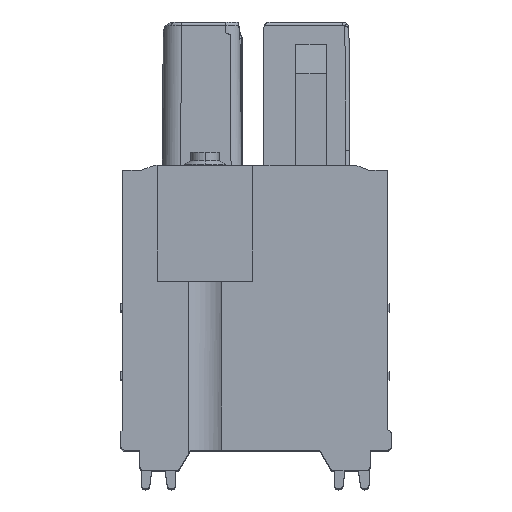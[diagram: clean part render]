
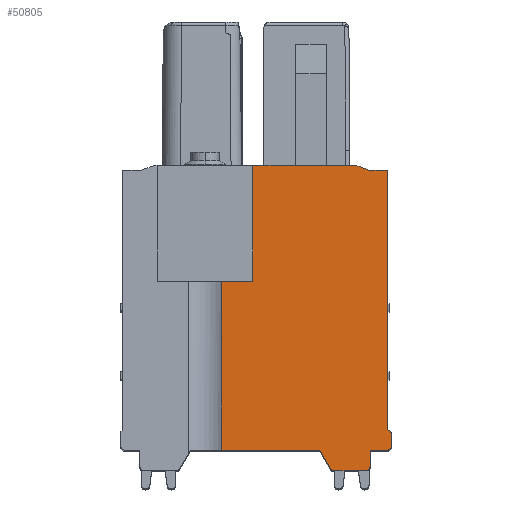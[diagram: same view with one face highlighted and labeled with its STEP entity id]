
A CAD part, top view. The second image highlights one B-rep face of the part: STEP entity #50805.
In plain terms, the highlighted planar face has unit normal (0, 0, 1).
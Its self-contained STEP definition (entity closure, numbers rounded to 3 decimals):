
#14792=DIRECTION('',(0.,-1.,0.));
#14793=VECTOR('',#14792,5.7);
#14794=CARTESIAN_POINT('',(6.4,14.,19.65));
#14795=LINE('',#14794,#14793);
#14804=DIRECTION('',(1.,0.,0.));
#14805=VECTOR('',#14804,1.521);
#14806=CARTESIAN_POINT('',(4.879,8.3,19.65));
#14807=LINE('',#14806,#14805);
#14808=DIRECTION('',(1.,0.,0.));
#14809=VECTOR('',#14808,5.06);
#14810=CARTESIAN_POINT('',(6.4,14.,19.65));
#14811=LINE('',#14810,#14809);
#14812=DIRECTION('',(0.94,-0.342,0.));
#14813=VECTOR('',#14812,0.731);
#14814=CARTESIAN_POINT('',(11.46,14.,19.65));
#14815=LINE('',#14814,#14813);
#14816=DIRECTION('',(1.,0.,0.));
#14817=VECTOR('',#14816,0.873);
#14818=CARTESIAN_POINT('',(12.147,13.75,19.65));
#14819=LINE('',#14818,#14817);
#14820=DIRECTION('',(0.,-1.,0.));
#14821=VECTOR('',#14820,12.749);
#14822=CARTESIAN_POINT('',(13.02,13.75,19.65));
#14823=LINE('',#14822,#14821);
#14824=DIRECTION('',(0.966,-0.259,0.));
#14825=VECTOR('',#14824,0.043);
#14826=CARTESIAN_POINT('',(13.02,1.001,19.65));
#14827=LINE('',#14826,#14825);
#14828=CARTESIAN_POINT('',(13.01,0.797,19.65));
#14829=DIRECTION('',(0.,0.,-1.));
#14830=DIRECTION('',(0.259,0.966,0.));
#14831=AXIS2_PLACEMENT_3D('',#14828,#14829,#14830);
#14833=DIRECTION('',(0.,-1.,0.));
#14834=VECTOR('',#14833,0.597);
#14835=CARTESIAN_POINT('',(13.21,0.797,19.65));
#14836=LINE('',#14835,#14834);
#14837=CARTESIAN_POINT('',(13.01,0.2,19.65));
#14838=DIRECTION('',(0.,0.,-1.));
#14839=DIRECTION('',(1.,0.,0.));
#14840=AXIS2_PLACEMENT_3D('',#14837,#14838,#14839);
#14842=DIRECTION('',(-1.,0.,0.));
#14843=VECTOR('',#14842,0.84);
#14844=CARTESIAN_POINT('',(13.01,0.,19.65));
#14845=LINE('',#14844,#14843);
#14846=DIRECTION('',(0.,-1.,0.));
#14847=VECTOR('',#14846,0.8);
#14848=CARTESIAN_POINT('',(12.17,0.,19.65));
#14849=LINE('',#14848,#14847);
#14850=CARTESIAN_POINT('',(11.97,-0.8,19.65));
#14851=DIRECTION('',(0.,0.,-1.));
#14852=DIRECTION('',(1.,0.,0.));
#14853=AXIS2_PLACEMENT_3D('',#14850,#14851,#14852);
#14855=DIRECTION('',(-1.,0.,0.));
#14856=VECTOR('',#14855,1.585);
#14857=CARTESIAN_POINT('',(11.97,-1.,19.65));
#14858=LINE('',#14857,#14856);
#14859=CARTESIAN_POINT('',(10.385,-0.8,19.65));
#14860=DIRECTION('',(0.,0.,-1.));
#14861=DIRECTION('',(0.,-1.,0.));
#14862=AXIS2_PLACEMENT_3D('',#14859,#14860,#14861);
#14864=DIRECTION('',(-0.5,0.866,0.));
#14865=VECTOR('',#14864,1.039);
#14866=CARTESIAN_POINT('',(10.212,-0.9,19.65));
#14867=LINE('',#14866,#14865);
#14868=DIRECTION('',(-1.,0.,0.));
#14869=VECTOR('',#14868,4.813);
#14870=CARTESIAN_POINT('',(9.693,0.,19.65));
#14871=LINE('',#14870,#14869);
#14876=DIRECTION('',(0.,-1.,0.));
#14877=VECTOR('',#14876,8.3);
#14878=CARTESIAN_POINT('',(4.879,8.3,19.65));
#14879=LINE('',#14878,#14877);
#26934=CARTESIAN_POINT('',(6.4,14.,19.65));
#26935=CARTESIAN_POINT('',(11.46,14.,19.65));
#26936=VERTEX_POINT('',#26934);
#26937=VERTEX_POINT('',#26935);
#27077=CARTESIAN_POINT('',(4.879,8.3,19.65));
#27078=VERTEX_POINT('',#27077);
#27079=CARTESIAN_POINT('',(4.879,0.,19.65));
#27080=VERTEX_POINT('',#27079);
#27091=CARTESIAN_POINT('',(6.4,8.3,19.65));
#27092=VERTEX_POINT('',#27091);
#27093=CARTESIAN_POINT('',(12.147,13.75,19.65));
#27094=VERTEX_POINT('',#27093);
#27095=CARTESIAN_POINT('',(13.02,13.75,19.65));
#27096=VERTEX_POINT('',#27095);
#27097=CARTESIAN_POINT('',(13.02,1.001,19.65));
#27098=VERTEX_POINT('',#27097);
#27099=CARTESIAN_POINT('',(13.062,0.99,19.65));
#27100=VERTEX_POINT('',#27099);
#27101=CARTESIAN_POINT('',(13.21,0.797,19.65));
#27102=VERTEX_POINT('',#27101);
#27103=CARTESIAN_POINT('',(13.21,0.2,19.65));
#27104=VERTEX_POINT('',#27103);
#27105=CARTESIAN_POINT('',(13.01,0.,19.65));
#27106=VERTEX_POINT('',#27105);
#27107=CARTESIAN_POINT('',(12.17,0.,19.65));
#27108=VERTEX_POINT('',#27107);
#27109=CARTESIAN_POINT('',(12.17,-0.8,19.65));
#27110=VERTEX_POINT('',#27109);
#27111=CARTESIAN_POINT('',(11.97,-1.,19.65));
#27112=VERTEX_POINT('',#27111);
#27113=CARTESIAN_POINT('',(10.385,-1.,19.65));
#27114=VERTEX_POINT('',#27113);
#27115=CARTESIAN_POINT('',(10.212,-0.9,19.65));
#27116=VERTEX_POINT('',#27115);
#27117=CARTESIAN_POINT('',(9.693,0.,19.65));
#27118=VERTEX_POINT('',#27117);
#50773=CARTESIAN_POINT('',(9.045,6.5,19.65));
#50774=DIRECTION('',(0.,0.,1.));
#50775=DIRECTION('',(1.,0.,0.));
#50776=AXIS2_PLACEMENT_3D('',#50773,#50774,#50775);
#50777=PLANE('',#50776);
#50779=ORIENTED_EDGE('',*,*,#50778,.F.);
#50781=ORIENTED_EDGE('',*,*,#50780,.T.);
#50782=ORIENTED_EDGE('',*,*,#50764,.F.);
#50783=ORIENTED_EDGE('',*,*,#31907,.T.);
#50784=ORIENTED_EDGE('',*,*,#41550,.T.);
#50785=ORIENTED_EDGE('',*,*,#41577,.T.);
#50786=ORIENTED_EDGE('',*,*,#41733,.T.);
#50787=ORIENTED_EDGE('',*,*,#43219,.T.);
#50788=ORIENTED_EDGE('',*,*,#43234,.T.);
#50789=ORIENTED_EDGE('',*,*,#43249,.T.);
#50790=ORIENTED_EDGE('',*,*,#43264,.T.);
#50791=ORIENTED_EDGE('',*,*,#43283,.T.);
#50793=ORIENTED_EDGE('',*,*,#50792,.T.);
#50795=ORIENTED_EDGE('',*,*,#50794,.T.);
#50797=ORIENTED_EDGE('',*,*,#50796,.T.);
#50799=ORIENTED_EDGE('',*,*,#50798,.T.);
#50801=ORIENTED_EDGE('',*,*,#50800,.T.);
#50802=ORIENTED_EDGE('',*,*,#43495,.T.);
#50803=EDGE_LOOP('',(#50779,#50781,#50782,#50783,#50784,#50785,#50786,#50787,
#50788,#50789,#50790,#50791,#50793,#50795,#50797,#50799,#50801,#50802));
#50804=FACE_OUTER_BOUND('',#50803,.F.);
#50805=ADVANCED_FACE('',(#50804),#50777,.T.);
#14832=CIRCLE('',#14831,0.2);
#14841=CIRCLE('',#14840,0.2);
#14854=CIRCLE('',#14853,0.2);
#14863=CIRCLE('',#14862,0.2);
#31907=EDGE_CURVE('',#26936,#26937,#14811,.T.);
#41550=EDGE_CURVE('',#26937,#27094,#14815,.T.);
#41577=EDGE_CURVE('',#27094,#27096,#14819,.T.);
#41733=EDGE_CURVE('',#27096,#27098,#14823,.T.);
#43219=EDGE_CURVE('',#27098,#27100,#14827,.T.);
#43234=EDGE_CURVE('',#27100,#27102,#14832,.T.);
#43249=EDGE_CURVE('',#27102,#27104,#14836,.T.);
#43264=EDGE_CURVE('',#27104,#27106,#14841,.T.);
#43283=EDGE_CURVE('',#27106,#27108,#14845,.T.);
#43495=EDGE_CURVE('',#27118,#27080,#14871,.T.);
#50764=EDGE_CURVE('',#26936,#27092,#14795,.T.);
#50778=EDGE_CURVE('',#27078,#27080,#14879,.T.);
#50780=EDGE_CURVE('',#27078,#27092,#14807,.T.);
#50792=EDGE_CURVE('',#27108,#27110,#14849,.T.);
#50794=EDGE_CURVE('',#27110,#27112,#14854,.T.);
#50796=EDGE_CURVE('',#27112,#27114,#14858,.T.);
#50798=EDGE_CURVE('',#27114,#27116,#14863,.T.);
#50800=EDGE_CURVE('',#27116,#27118,#14867,.T.);
